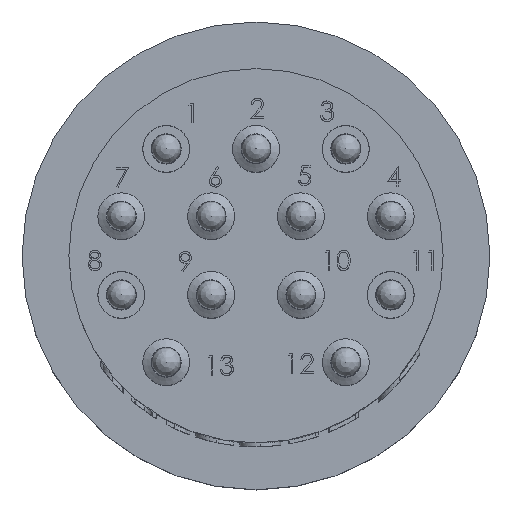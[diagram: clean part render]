
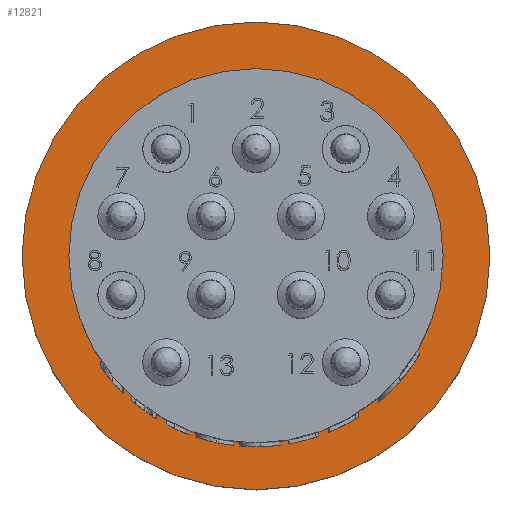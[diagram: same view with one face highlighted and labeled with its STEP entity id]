
A CAD part, top view. The second image highlights one B-rep face of the part: STEP entity #12821.
In plain terms, the highlighted planar face has unit normal (0, 0, 1).
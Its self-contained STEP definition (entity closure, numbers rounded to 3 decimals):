
#373=FACE_BOUND('',#1932,.T.);
#548=PLANE('',#13687);
#1123=FACE_OUTER_BOUND('',#1931,.T.);
#1931=EDGE_LOOP('',(#10122));
#1932=EDGE_LOOP('',(#10123));
#4897=CIRCLE('',#13399,15.875);
#4978=CIRCLE('',#13521,12.7);
#5219=VERTEX_POINT('',#18021);
#5300=VERTEX_POINT('',#18265);
#6506=EDGE_CURVE('',#5219,#5219,#4897,.T.);
#6627=EDGE_CURVE('',#5300,#5300,#4978,.T.);
#10122=ORIENTED_EDGE('',*,*,#6506,.F.);
#10123=ORIENTED_EDGE('',*,*,#6627,.T.);
#12821=ADVANCED_FACE('',(#1123,#373),#548,.F.);
#13399=AXIS2_PLACEMENT_3D('',#18023,#14429,#14430);
#13521=AXIS2_PLACEMENT_3D('',#18266,#14713,#14714);
#13687=AXIS2_PLACEMENT_3D('',#29072,#15492,#15493);
#14429=DIRECTION('center_axis',(0.,0.,
-1.));
#14430=DIRECTION('ref_axis',(-1.,0.,0.));
#14713=DIRECTION('center_axis',(0.,0.,
-1.));
#14714=DIRECTION('ref_axis',(-1.,0.,0.));
#15492=DIRECTION('center_axis',(0.,0.,
-1.));
#15493=DIRECTION('ref_axis',(-1.,0.,0.));
#18021=CARTESIAN_POINT('',(15.875,0.,-6.35));
#18023=CARTESIAN_POINT('Origin',(0.,0.,
-6.35));
#18265=CARTESIAN_POINT('',(12.7,0.,-6.35));
#18266=CARTESIAN_POINT('Origin',(0.,0.,
-6.35));
#29072=CARTESIAN_POINT('Origin',(0.,12.7,-6.35));
